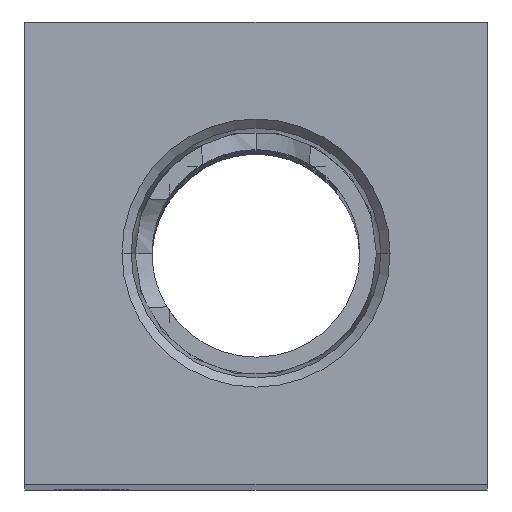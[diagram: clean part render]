
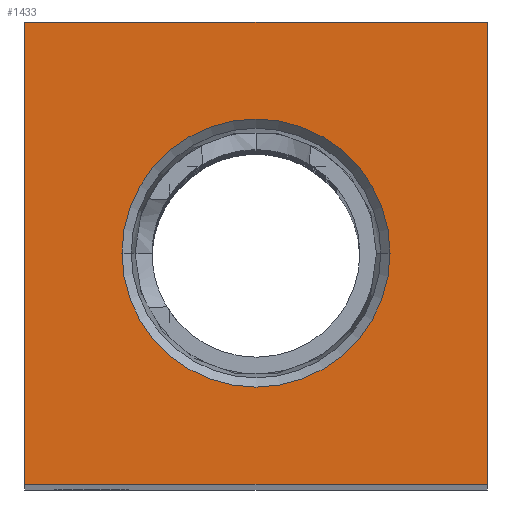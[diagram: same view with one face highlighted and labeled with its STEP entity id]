
A CAD part, top view. The second image highlights one B-rep face of the part: STEP entity #1433.
In plain terms, the highlighted planar face has unit normal (0, 0, 1).
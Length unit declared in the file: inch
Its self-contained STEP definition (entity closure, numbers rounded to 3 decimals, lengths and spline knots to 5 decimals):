
#3 = VERTEX_POINT ( 'NONE', #3252 ) ;
#92 = DIRECTION ( 'NONE',  ( 1., 0., 0. ) ) ;
#102 = DIRECTION ( 'NONE',  ( 0., 0., 1. ) ) ;
#112 = PLANE ( 'NONE',  #7874 ) ;
#318 = CARTESIAN_POINT ( 'NONE',  ( 0., 0., 4.5625 ) ) ;
#343 = EDGE_CURVE ( 'NONE', #1470, #5352, #4943, .T. ) ;
#349 = EDGE_CURVE ( 'NONE', #4829, #659, #4338, .T. ) ;
#355 = DIRECTION ( 'NONE',  ( -1., 0., 0. ) ) ;
#415 = CARTESIAN_POINT ( 'NONE',  ( 0.625, -0.625, 4.5625 ) ) ;
#441 = DIRECTION ( 'NONE',  ( 1., 0., 0. ) ) ;
#488 = CARTESIAN_POINT ( 'NONE',  ( 0.625, 0.625, 4.5625 ) ) ;
#659 = VERTEX_POINT ( 'NONE', #7924 ) ;
#1162 = CIRCLE ( 'NONE', #1818, 0.3626 ) ;
#1179 = VECTOR ( 'NONE', #441, 39.37008 ) ;
#1433 = ADVANCED_FACE ( 'NONE', ( #1475, #3712 ), #112, .T. ) ;
#1470 = VERTEX_POINT ( 'NONE', #7823 ) ;
#1471 = CARTESIAN_POINT ( 'NONE',  ( -0.625, -0.625, 4.5625 ) ) ;
#1475 = FACE_BOUND ( 'NONE', #5043, .T. ) ;
#1818 = AXIS2_PLACEMENT_3D ( 'NONE', #4378, #4324, #4129 ) ;
#1897 = VECTOR ( 'NONE', #7614, 39.37008 ) ;
#1915 = EDGE_CURVE ( 'NONE', #4973, #3, #1162, .T. ) ;
#2098 = LINE ( 'NONE', #3717, #1897 ) ;
#2560 = VECTOR ( 'NONE', #355, 39.37008 ) ;
#2635 = CIRCLE ( 'NONE', #3650, 0.3626 ) ;
#2910 = ORIENTED_EDGE ( 'NONE', *, *, #1915, .F. ) ;
#3032 = EDGE_CURVE ( 'NONE', #659, #1470, #3725, .T. ) ;
#3252 = CARTESIAN_POINT ( 'NONE',  ( 0.3626, 0., 4.5625 ) ) ;
#3342 = CARTESIAN_POINT ( 'NONE',  ( 0., 0., 4.5625 ) ) ;
#3481 = CARTESIAN_POINT ( 'NONE',  ( 0.625, -0.625, 4.5625 ) ) ;
#3545 = ORIENTED_EDGE ( 'NONE', *, *, #343, .T. ) ;
#3650 = AXIS2_PLACEMENT_3D ( 'NONE', #3342, #7904, #4000 ) ;
#3712 = FACE_OUTER_BOUND ( 'NONE', #6657, .T. ) ;
#3717 = CARTESIAN_POINT ( 'NONE',  ( 0.625, -0.625, 4.5625 ) ) ;
#3725 = LINE ( 'NONE', #1471, #5864 ) ;
#4000 = DIRECTION ( 'NONE',  ( 1., 0., 0. ) ) ;
#4129 = DIRECTION ( 'NONE',  ( 1., 0., 0. ) ) ;
#4254 = ORIENTED_EDGE ( 'NONE', *, *, #349, .T. ) ;
#4324 = DIRECTION ( 'NONE',  ( 0., 0., 1. ) ) ;
#4338 = LINE ( 'NONE', #488, #2560 ) ;
#4378 = CARTESIAN_POINT ( 'NONE',  ( 0., 0., 4.5625 ) ) ;
#4829 = VERTEX_POINT ( 'NONE', #7455 ) ;
#4943 = LINE ( 'NONE', #415, #1179 ) ;
#4956 = EDGE_CURVE ( 'NONE', #5352, #4829, #2098, .T. ) ;
#4973 = VERTEX_POINT ( 'NONE', #7640 ) ;
#5043 = EDGE_LOOP ( 'NONE', ( #7126, #2910 ) ) ;
#5200 = EDGE_CURVE ( 'NONE', #3, #4973, #2635, .T. ) ;
#5352 = VERTEX_POINT ( 'NONE', #3481 ) ;
#5864 = VECTOR ( 'NONE', #6107, 39.37008 ) ;
#6067 = ORIENTED_EDGE ( 'NONE', *, *, #3032, .T. ) ;
#6107 = DIRECTION ( 'NONE',  ( 0., -1., 0. ) ) ;
#6657 = EDGE_LOOP ( 'NONE', ( #6067, #3545, #8248, #4254 ) ) ;
#7126 = ORIENTED_EDGE ( 'NONE', *, *, #5200, .F. ) ;
#7455 = CARTESIAN_POINT ( 'NONE',  ( 0.625, 0.625, 4.5625 ) ) ;
#7614 = DIRECTION ( 'NONE',  ( 0., 1., 0. ) ) ;
#7640 = CARTESIAN_POINT ( 'NONE',  ( -0.3626, 0., 4.5625 ) ) ;
#7823 = CARTESIAN_POINT ( 'NONE',  ( -0.625, -0.625, 4.5625 ) ) ;
#7874 = AXIS2_PLACEMENT_3D ( 'NONE', #318, #102, #92 ) ;
#7904 = DIRECTION ( 'NONE',  ( 0., 0., 1. ) ) ;
#7924 = CARTESIAN_POINT ( 'NONE',  ( -0.625, 0.625, 4.5625 ) ) ;
#8248 = ORIENTED_EDGE ( 'NONE', *, *, #4956, .T. ) ;
